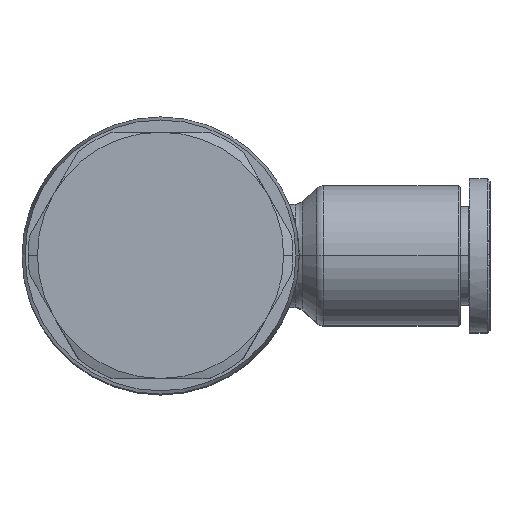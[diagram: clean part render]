
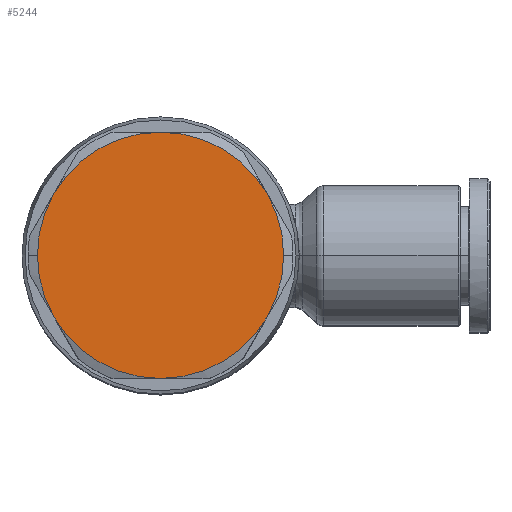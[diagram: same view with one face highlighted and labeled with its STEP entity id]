
A CAD part, top view. The second image highlights one B-rep face of the part: STEP entity #5244.
In plain terms, the highlighted planar face has unit normal (0, 0, 1).
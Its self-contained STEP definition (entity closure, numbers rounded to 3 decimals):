
#4168=CARTESIAN_POINT('',(20.5,0.,16.));
#4169=VERTEX_POINT('',#4168);
#4176=CARTESIAN_POINT('',(18.892,-6.0,16.));
#4177=VERTEX_POINT('',#4176);
#4178=CARTESIAN_POINT('',(8.5,0.,16.));
#4179=DIRECTION('',(0.0,0.0,1.0));
#4180=DIRECTION('',(-1.0,0.0,0.0));
#4181=AXIS2_PLACEMENT_3D('',#4178,#4179,#4180);
#4182=CIRCLE('',#4181,12.);
#4183=EDGE_CURVE('',#4177,#4169,#4182,.T.);
#4207=CARTESIAN_POINT('',(-3.5,0.,16.));
#4208=VERTEX_POINT('',#4207);
#4216=CARTESIAN_POINT('',(-1.892,-6.,16.));
#4217=VERTEX_POINT('',#4216);
#4231=CARTESIAN_POINT('',(8.5,0.,16.));
#4232=DIRECTION('',(0.0,0.0,1.0));
#4233=DIRECTION('',(-1.0,0.0,0.0));
#4234=AXIS2_PLACEMENT_3D('',#4231,#4232,#4233);
#4235=CIRCLE('',#4234,12.);
#4236=EDGE_CURVE('',#4208,#4217,#4235,.T.);
#4658=CARTESIAN_POINT('',(8.5,-12.,16.));
#4659=VERTEX_POINT('',#4658);
#4695=CARTESIAN_POINT('',(8.5,0.,16.));
#4696=DIRECTION('',(0.0,0.0,1.0));
#4697=DIRECTION('',(-1.0,0.0,0.0));
#4698=AXIS2_PLACEMENT_3D('',#4695,#4696,#4697);
#4699=CIRCLE('',#4698,12.);
#4700=EDGE_CURVE('',#4659,#4177,#4699,.T.);
#4747=CARTESIAN_POINT('',(8.5,0.,16.));
#4748=DIRECTION('',(0.0,0.0,1.0));
#4749=DIRECTION('',(-1.0,0.0,0.0));
#4750=AXIS2_PLACEMENT_3D('',#4747,#4748,#4749);
#4751=CIRCLE('',#4750,12.);
#4752=EDGE_CURVE('',#4217,#4659,#4751,.T.);
#4763=CARTESIAN_POINT('',(-1.892,6.,16.));
#4764=VERTEX_POINT('',#4763);
#4765=CARTESIAN_POINT('',(8.5,0.,16.));
#4766=DIRECTION('',(0.0,0.0,1.0));
#4767=DIRECTION('',(-1.0,0.0,0.0));
#4768=AXIS2_PLACEMENT_3D('',#4765,#4766,#4767);
#4769=CIRCLE('',#4768,12.);
#4770=EDGE_CURVE('',#4764,#4208,#4769,.T.);
#4817=CARTESIAN_POINT('',(8.5,12.,16.0));
#4818=VERTEX_POINT('',#4817);
#4819=CARTESIAN_POINT('',(8.5,0.,16.));
#4820=DIRECTION('',(0.0,0.0,1.0));
#4821=DIRECTION('',(-1.0,0.0,0.0));
#4822=AXIS2_PLACEMENT_3D('',#4819,#4820,#4821);
#4823=CIRCLE('',#4822,12.);
#4824=EDGE_CURVE('',#4818,#4764,#4823,.T.);
#4871=CARTESIAN_POINT('',(18.892,6.,16.));
#4872=VERTEX_POINT('',#4871);
#4873=CARTESIAN_POINT('',(8.5,0.,16.));
#4874=DIRECTION('',(0.0,0.0,1.0));
#4875=DIRECTION('',(-1.0,0.0,0.0));
#4876=AXIS2_PLACEMENT_3D('',#4873,#4874,#4875);
#4877=CIRCLE('',#4876,12.);
#4878=EDGE_CURVE('',#4872,#4818,#4877,.T.);
#4933=CARTESIAN_POINT('',(8.5,0.,16.));
#4934=DIRECTION('',(0.0,0.0,1.0));
#4935=DIRECTION('',(-1.0,0.0,0.0));
#4936=AXIS2_PLACEMENT_3D('',#4933,#4934,#4935);
#4937=CIRCLE('',#4936,12.);
#4938=EDGE_CURVE('',#4169,#4872,#4937,.T.);
#5229=CARTESIAN_POINT('',(8.5,0.,16.));
#5230=DIRECTION('',(0.0,0.0,1.0));
#5231=DIRECTION('',(-1.0,0.0,0.0));
#5232=AXIS2_PLACEMENT_3D('',#5229,#5230,#5231);
#5233=PLANE('',#5232);
#5234=ORIENTED_EDGE('',*,*,#4183,.T.);
#5235=ORIENTED_EDGE('',*,*,#4938,.T.);
#5236=ORIENTED_EDGE('',*,*,#4878,.T.);
#5237=ORIENTED_EDGE('',*,*,#4824,.T.);
#5238=ORIENTED_EDGE('',*,*,#4770,.T.);
#5239=ORIENTED_EDGE('',*,*,#4236,.T.);
#5240=ORIENTED_EDGE('',*,*,#4752,.T.);
#5241=ORIENTED_EDGE('',*,*,#4700,.T.);
#5242=EDGE_LOOP('',(#5234,#5235,#5236,#5237,#5238,#5239,#5240,#5241));
#5243=FACE_OUTER_BOUND('',#5242,.T.);
#5244=ADVANCED_FACE('',(#5243),#5233,.T.);
